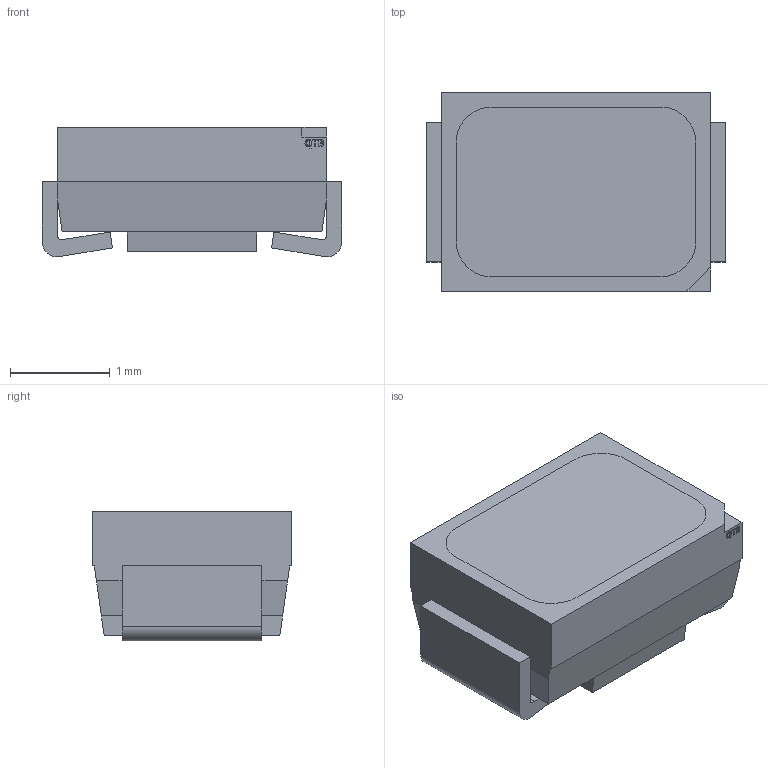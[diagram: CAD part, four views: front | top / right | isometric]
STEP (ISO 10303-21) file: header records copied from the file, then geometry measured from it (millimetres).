
FILE_DESCRIPTION(/* description */ (''),/* implementation_level */ '2;1');
FILE_NAME(/* name */ '5fab11bfe8d1520f428a7df4',/* time_stamp */ '2020-11-10T22:18:39+00:00',/* author */ (''),/* organization */ (''),/* preprocessor_version */ 'ST-DEVELOPER v16.7',/* originating_system */ $,/* authorisation */ $);
FILE_SCHEMA (('AUTOMOTIVE_DESIGN {1 0 10303 214 3 1 1}'));
Length unit declared in the file: metre
Products named in the file (5): QBLP676; Part 4; Part 3; Part 2; Part 1
Assembly tree (4 placements, depth 2):
  QBLP676
    Part 4
    Part 3
    Part 2
    Part 1
Bounding box: 3 x 2 x 1.3 mm (x, y, z)
Volume: 6.4 mm3; surface area: 54.8 mm2
Topology: 4 solids, 4 shells, 136 faces, 357 edges, 234 vertices
Faces by surface type: plane 93, bspline 37, cylinder 6
Full cylindrical faces by diameter (mm): 0.4 x1, 0.8 x1
Entity records: 4502 total; most frequent: CARTESIAN_POINT 1303, ORIENTED_EDGE 710, DIRECTION 483, EDGE_CURVE 355, LINE 251, VECTOR 251, VERTEX_POINT 234, EDGE_LOOP 147
